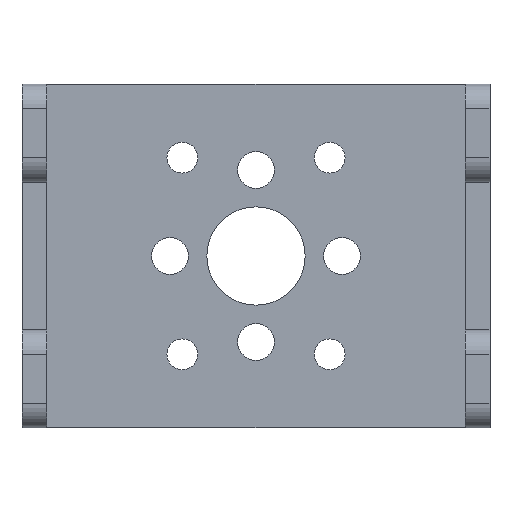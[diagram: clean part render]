
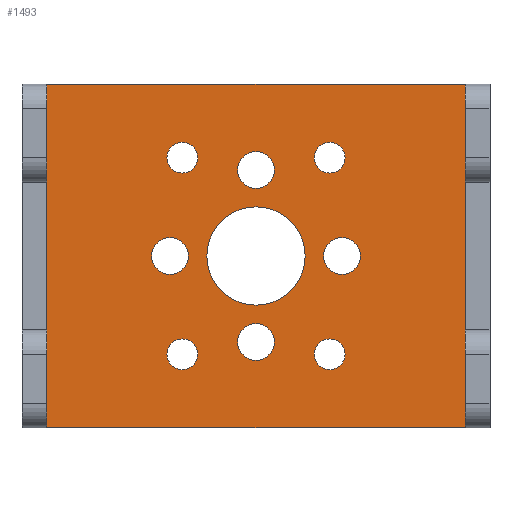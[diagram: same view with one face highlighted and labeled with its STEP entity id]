
A CAD part, front view. The second image highlights one B-rep face of the part: STEP entity #1493.
In plain terms, the highlighted planar face has unit normal (0, -1, 0).
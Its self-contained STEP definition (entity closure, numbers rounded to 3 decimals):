
#427=DIRECTION('',(0.,0.,-1.));
#428=VECTOR('',#427,28.);
#429=CARTESIAN_POINT('',(17.05,0.,14.));
#430=LINE('',#429,#428);
#431=DIRECTION('',(-1.,0.,0.));
#432=VECTOR('',#431,34.1);
#433=CARTESIAN_POINT('',(17.05,0.,-14.));
#434=LINE('',#433,#432);
#435=DIRECTION('',(0.,0.,-1.));
#436=VECTOR('',#435,28.);
#437=CARTESIAN_POINT('',(-17.05,0.,14.));
#438=LINE('',#437,#436);
#439=DIRECTION('',(1.,0.,0.));
#440=VECTOR('',#439,34.1);
#441=CARTESIAN_POINT('',(-17.05,0.,14.));
#442=LINE('',#441,#440);
#443=CARTESIAN_POINT('',(0.,0.,7.));
#444=DIRECTION('',(0.,1.,0.));
#445=DIRECTION('',(0.,0.,1.));
#446=AXIS2_PLACEMENT_3D('',#443,#444,#445);
#448=CARTESIAN_POINT('',(0.,0.,7.));
#449=DIRECTION('',(0.,1.,0.));
#450=DIRECTION('',(0.,0.,-1.));
#451=AXIS2_PLACEMENT_3D('',#448,#449,#450);
#453=CARTESIAN_POINT('',(0.,0.,-7.));
#454=DIRECTION('',(0.,1.,0.));
#455=DIRECTION('',(0.,0.,1.));
#456=AXIS2_PLACEMENT_3D('',#453,#454,#455);
#458=CARTESIAN_POINT('',(0.,0.,-7.));
#459=DIRECTION('',(0.,1.,0.));
#460=DIRECTION('',(0.,0.,-1.));
#461=AXIS2_PLACEMENT_3D('',#458,#459,#460);
#463=CARTESIAN_POINT('',(7.,0.,0.));
#464=DIRECTION('',(0.,1.,0.));
#465=DIRECTION('',(0.,0.,1.));
#466=AXIS2_PLACEMENT_3D('',#463,#464,#465);
#468=CARTESIAN_POINT('',(7.,0.,0.));
#469=DIRECTION('',(0.,1.,0.));
#470=DIRECTION('',(0.,0.,-1.));
#471=AXIS2_PLACEMENT_3D('',#468,#469,#470);
#473=CARTESIAN_POINT('',(-7.,0.,0.));
#474=DIRECTION('',(0.,1.,0.));
#475=DIRECTION('',(0.,0.,1.));
#476=AXIS2_PLACEMENT_3D('',#473,#474,#475);
#478=CARTESIAN_POINT('',(-7.,0.,0.));
#479=DIRECTION('',(0.,1.,0.));
#480=DIRECTION('',(0.,0.,-1.));
#481=AXIS2_PLACEMENT_3D('',#478,#479,#480);
#483=CARTESIAN_POINT('',(0.,0.,0.));
#484=DIRECTION('',(0.,1.,0.));
#485=DIRECTION('',(0.,0.,1.));
#486=AXIS2_PLACEMENT_3D('',#483,#484,#485);
#488=CARTESIAN_POINT('',(0.,0.,0.));
#489=DIRECTION('',(0.,1.,0.));
#490=DIRECTION('',(0.,0.,-1.));
#491=AXIS2_PLACEMENT_3D('',#488,#489,#490);
#493=CARTESIAN_POINT('',(6.,0.,8.));
#494=DIRECTION('',(0.,-1.,0.));
#495=DIRECTION('',(0.,0.,-1.));
#496=AXIS2_PLACEMENT_3D('',#493,#494,#495);
#498=CARTESIAN_POINT('',(6.,0.,8.));
#499=DIRECTION('',(0.,-1.,0.));
#500=DIRECTION('',(0.,0.,1.));
#501=AXIS2_PLACEMENT_3D('',#498,#499,#500);
#503=CARTESIAN_POINT('',(6.,0.,-8.));
#504=DIRECTION('',(0.,-1.,0.));
#505=DIRECTION('',(0.,0.,-1.));
#506=AXIS2_PLACEMENT_3D('',#503,#504,#505);
#508=CARTESIAN_POINT('',(6.,0.,-8.));
#509=DIRECTION('',(0.,-1.,0.));
#510=DIRECTION('',(0.,0.,1.));
#511=AXIS2_PLACEMENT_3D('',#508,#509,#510);
#513=CARTESIAN_POINT('',(-6.,0.,8.));
#514=DIRECTION('',(0.,-1.,0.));
#515=DIRECTION('',(0.,0.,-1.));
#516=AXIS2_PLACEMENT_3D('',#513,#514,#515);
#518=CARTESIAN_POINT('',(-6.,0.,8.));
#519=DIRECTION('',(0.,-1.,0.));
#520=DIRECTION('',(0.,0.,1.));
#521=AXIS2_PLACEMENT_3D('',#518,#519,#520);
#523=CARTESIAN_POINT('',(-6.,0.,-8.));
#524=DIRECTION('',(0.,-1.,0.));
#525=DIRECTION('',(0.,0.,-1.));
#526=AXIS2_PLACEMENT_3D('',#523,#524,#525);
#528=CARTESIAN_POINT('',(-6.,0.,-8.));
#529=DIRECTION('',(0.,-1.,0.));
#530=DIRECTION('',(0.,0.,1.));
#531=AXIS2_PLACEMENT_3D('',#528,#529,#530);
#741=CARTESIAN_POINT('',(17.05,0.,14.));
#743=VERTEX_POINT('',#741);
#747=CARTESIAN_POINT('',(17.05,0.,-14.));
#749=VERTEX_POINT('',#747);
#757=CARTESIAN_POINT('',(-17.05,0.,-14.));
#758=VERTEX_POINT('',#757);
#759=CARTESIAN_POINT('',(-17.05,0.,14.));
#760=VERTEX_POINT('',#759);
#897=CARTESIAN_POINT('',(0.,0.,4.));
#898=CARTESIAN_POINT('',(0.,0.,-4.));
#899=VERTEX_POINT('',#897);
#900=VERTEX_POINT('',#898);
#901=CARTESIAN_POINT('',(-7.,0.,1.5));
#902=CARTESIAN_POINT('',(-7.,0.,-1.5));
#903=VERTEX_POINT('',#901);
#904=VERTEX_POINT('',#902);
#905=CARTESIAN_POINT('',(7.,0.,1.5));
#906=CARTESIAN_POINT('',(7.,0.,-1.5));
#907=VERTEX_POINT('',#905);
#908=VERTEX_POINT('',#906);
#909=CARTESIAN_POINT('',(0.,0.,-5.5));
#910=CARTESIAN_POINT('',(0.,0.,-8.5));
#911=VERTEX_POINT('',#909);
#912=VERTEX_POINT('',#910);
#913=CARTESIAN_POINT('',(0.,0.,8.5));
#914=CARTESIAN_POINT('',(0.,0.,5.5));
#915=VERTEX_POINT('',#913);
#916=VERTEX_POINT('',#914);
#933=CARTESIAN_POINT('',(-6.,0.,-9.25));
#934=CARTESIAN_POINT('',(-6.,0.,-6.75));
#935=VERTEX_POINT('',#933);
#936=VERTEX_POINT('',#934);
#937=CARTESIAN_POINT('',(-6.,0.,6.75));
#938=CARTESIAN_POINT('',(-6.,0.,9.25));
#939=VERTEX_POINT('',#937);
#940=VERTEX_POINT('',#938);
#941=CARTESIAN_POINT('',(6.,0.,-9.25));
#942=CARTESIAN_POINT('',(6.,0.,-6.75));
#943=VERTEX_POINT('',#941);
#944=VERTEX_POINT('',#942);
#945=CARTESIAN_POINT('',(6.,0.,6.75));
#946=CARTESIAN_POINT('',(6.,0.,9.25));
#947=VERTEX_POINT('',#945);
#948=VERTEX_POINT('',#946);
#1427=CARTESIAN_POINT('',(0.,0.,0.));
#1428=DIRECTION('',(0.,1.,0.));
#1429=DIRECTION('',(1.,0.,0.));
#1430=AXIS2_PLACEMENT_3D('',#1427,#1428,#1429);
#1431=PLANE('',#1430);
#1433=ORIENTED_EDGE('',*,*,#1432,.T.);
#1434=ORIENTED_EDGE('',*,*,#1362,.T.);
#1435=ORIENTED_EDGE('',*,*,#1399,.F.);
#1436=ORIENTED_EDGE('',*,*,#1239,.T.);
#1437=EDGE_LOOP('',(#1433,#1434,#1435,#1436));
#1438=FACE_OUTER_BOUND('',#1437,.F.);
#1440=ORIENTED_EDGE('',*,*,#1439,.F.);
#1442=ORIENTED_EDGE('',*,*,#1441,.F.);
#1443=EDGE_LOOP('',(#1440,#1442));
#1444=FACE_BOUND('',#1443,.F.);
#1446=ORIENTED_EDGE('',*,*,#1445,.F.);
#1448=ORIENTED_EDGE('',*,*,#1447,.F.);
#1449=EDGE_LOOP('',(#1446,#1448));
#1450=FACE_BOUND('',#1449,.F.);
#1452=ORIENTED_EDGE('',*,*,#1451,.F.);
#1454=ORIENTED_EDGE('',*,*,#1453,.F.);
#1455=EDGE_LOOP('',(#1452,#1454));
#1456=FACE_BOUND('',#1455,.F.);
#1458=ORIENTED_EDGE('',*,*,#1457,.F.);
#1460=ORIENTED_EDGE('',*,*,#1459,.F.);
#1461=EDGE_LOOP('',(#1458,#1460));
#1462=FACE_BOUND('',#1461,.F.);
#1464=ORIENTED_EDGE('',*,*,#1463,.F.);
#1466=ORIENTED_EDGE('',*,*,#1465,.F.);
#1467=EDGE_LOOP('',(#1464,#1466));
#1468=FACE_BOUND('',#1467,.F.);
#1470=ORIENTED_EDGE('',*,*,#1469,.T.);
#1472=ORIENTED_EDGE('',*,*,#1471,.T.);
#1473=EDGE_LOOP('',(#1470,#1472));
#1474=FACE_BOUND('',#1473,.F.);
#1476=ORIENTED_EDGE('',*,*,#1475,.T.);
#1478=ORIENTED_EDGE('',*,*,#1477,.T.);
#1479=EDGE_LOOP('',(#1476,#1478));
#1480=FACE_BOUND('',#1479,.F.);
#1482=ORIENTED_EDGE('',*,*,#1481,.T.);
#1484=ORIENTED_EDGE('',*,*,#1483,.T.);
#1485=EDGE_LOOP('',(#1482,#1484));
#1486=FACE_BOUND('',#1485,.F.);
#1488=ORIENTED_EDGE('',*,*,#1487,.T.);
#1490=ORIENTED_EDGE('',*,*,#1489,.T.);
#1491=EDGE_LOOP('',(#1488,#1490));
#1492=FACE_BOUND('',#1491,.F.);
#447=CIRCLE('',#446,1.5);
#452=CIRCLE('',#451,1.5);
#457=CIRCLE('',#456,1.5);
#462=CIRCLE('',#461,1.5);
#467=CIRCLE('',#466,1.5);
#472=CIRCLE('',#471,1.5);
#477=CIRCLE('',#476,1.5);
#482=CIRCLE('',#481,1.5);
#487=CIRCLE('',#486,4.);
#492=CIRCLE('',#491,4.);
#497=CIRCLE('',#496,1.25);
#502=CIRCLE('',#501,1.25);
#507=CIRCLE('',#506,1.25);
#512=CIRCLE('',#511,1.25);
#517=CIRCLE('',#516,1.25);
#522=CIRCLE('',#521,1.25);
#527=CIRCLE('',#526,1.25);
#532=CIRCLE('',#531,1.25);
#1239=EDGE_CURVE('',#760,#743,#442,.T.);
#1362=EDGE_CURVE('',#749,#758,#434,.T.);
#1399=EDGE_CURVE('',#760,#758,#438,.T.);
#1432=EDGE_CURVE('',#743,#749,#430,.T.);
#1439=EDGE_CURVE('',#915,#916,#447,.T.);
#1441=EDGE_CURVE('',#916,#915,#452,.T.);
#1445=EDGE_CURVE('',#911,#912,#457,.T.);
#1447=EDGE_CURVE('',#912,#911,#462,.T.);
#1451=EDGE_CURVE('',#907,#908,#467,.T.);
#1453=EDGE_CURVE('',#908,#907,#472,.T.);
#1457=EDGE_CURVE('',#903,#904,#477,.T.);
#1459=EDGE_CURVE('',#904,#903,#482,.T.);
#1463=EDGE_CURVE('',#899,#900,#487,.T.);
#1465=EDGE_CURVE('',#900,#899,#492,.T.);
#1469=EDGE_CURVE('',#947,#948,#497,.T.);
#1471=EDGE_CURVE('',#948,#947,#502,.T.);
#1475=EDGE_CURVE('',#943,#944,#507,.T.);
#1477=EDGE_CURVE('',#944,#943,#512,.T.);
#1481=EDGE_CURVE('',#939,#940,#517,.T.);
#1483=EDGE_CURVE('',#940,#939,#522,.T.);
#1487=EDGE_CURVE('',#935,#936,#527,.T.);
#1489=EDGE_CURVE('',#936,#935,#532,.T.);
#1493=ADVANCED_FACE('',(#1438,#1444,#1450,#1456,#1462,#1468,#1474,#1480,#1486,
#1492),#1431,.F.);
